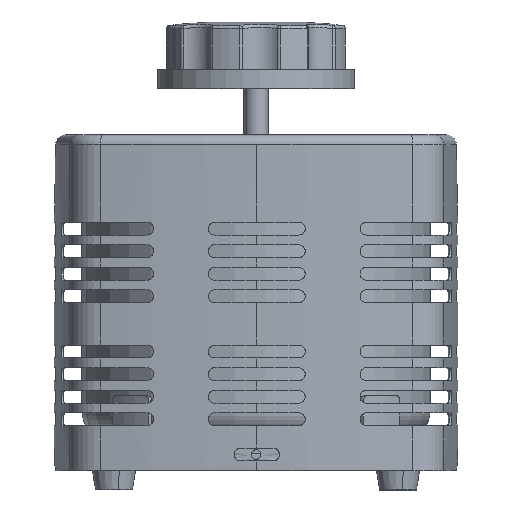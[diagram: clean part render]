
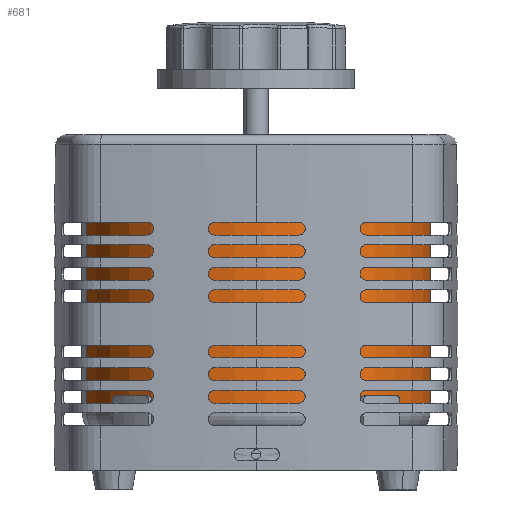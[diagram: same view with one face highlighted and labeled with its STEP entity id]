
A CAD part, left-side view. The second image highlights one B-rep face of the part: STEP entity #681.
In plain terms, the highlighted cylindrical face has radius 54 mm (diameter 108 mm), a partial arc.
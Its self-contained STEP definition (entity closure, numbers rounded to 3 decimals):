
#681 = ADVANCED_FACE ( 'NONE', ( #66218 ), #98663, .T. ) ;
#6563 = DIRECTION ( 'NONE',  ( 1., 0., 0. ) ) ;
#10540 = EDGE_CURVE ( 'NONE', #98321, #142285, #45962, .T. ) ;
#17655 = CARTESIAN_POINT ( 'NONE',  ( -54., 0., 8. ) ) ;
#18961 = CIRCLE ( 'NONE', #115018, 54. ) ;
#22896 = EDGE_CURVE ( 'NONE', #98321, #113775, #40202, .T. ) ;
#25181 = EDGE_CURVE ( 'NONE', #142285, #144167, #131068, .T. ) ;
#26495 = CARTESIAN_POINT ( 'NONE',  ( 54., 0., 80. ) ) ;
#30132 = EDGE_LOOP ( 'NONE', ( #85932, #114235, #124024, #150093 ) ) ;
#36264 = DIRECTION ( 'NONE',  ( 0., 0., 1. ) ) ;
#40202 = LINE ( 'NONE', #26495, #92888 ) ;
#45962 = CIRCLE ( 'NONE', #65150, 54. ) ;
#65150 = AXIS2_PLACEMENT_3D ( 'NONE', #99341, #124269, #6563 ) ;
#66218 = FACE_OUTER_BOUND ( 'NONE', #30132, .T. ) ;
#66761 = DIRECTION ( 'NONE',  ( 0., 0., -1. ) ) ;
#74455 = CARTESIAN_POINT ( 'NONE',  ( 0., 0., 80. ) ) ;
#77359 = CARTESIAN_POINT ( 'NONE',  ( 54., 0., 8. ) ) ;
#85932 = ORIENTED_EDGE ( 'NONE', *, *, #22896, .F. ) ;
#87860 = CARTESIAN_POINT ( 'NONE',  ( 0., 0., 8. ) ) ;
#92888 = VECTOR ( 'NONE', #66761, 1000. ) ;
#98321 = VERTEX_POINT ( 'NONE', #111443 ) ;
#98663 = CYLINDRICAL_SURFACE ( 'NONE', #146123, 54. ) ;
#99341 = CARTESIAN_POINT ( 'NONE',  ( 0., 0., 72. ) ) ;
#100359 = DIRECTION ( 'NONE',  ( -1., 0., 0. ) ) ;
#111443 = CARTESIAN_POINT ( 'NONE',  ( 54., 0., 72. ) ) ;
#113775 = VERTEX_POINT ( 'NONE', #77359 ) ;
#114235 = ORIENTED_EDGE ( 'NONE', *, *, #10540, .T. ) ;
#115018 = AXIS2_PLACEMENT_3D ( 'NONE', #87860, #36264, #141181 ) ;
#117387 = CARTESIAN_POINT ( 'NONE',  ( -54., 0., 80. ) ) ;
#122584 = VECTOR ( 'NONE', #168968, 1000. ) ;
#124024 = ORIENTED_EDGE ( 'NONE', *, *, #25181, .T. ) ;
#124269 = DIRECTION ( 'NONE',  ( 0., 0., -1. ) ) ;
#131068 = LINE ( 'NONE', #117387, #122584 ) ;
#141181 = DIRECTION ( 'NONE',  ( 1., 0., 0. ) ) ;
#141910 = EDGE_CURVE ( 'NONE', #144167, #113775, #18961, .T. ) ;
#142285 = VERTEX_POINT ( 'NONE', #167611 ) ;
#144167 = VERTEX_POINT ( 'NONE', #17655 ) ;
#146123 = AXIS2_PLACEMENT_3D ( 'NONE', #74455, #150278, #100359 ) ;
#150093 = ORIENTED_EDGE ( 'NONE', *, *, #141910, .T. ) ;
#150278 = DIRECTION ( 'NONE',  ( 0., 0., -1. ) ) ;
#167611 = CARTESIAN_POINT ( 'NONE',  ( -54., 0., 72. ) ) ;
#168968 = DIRECTION ( 'NONE',  ( 0., 0., -1. ) ) ;
